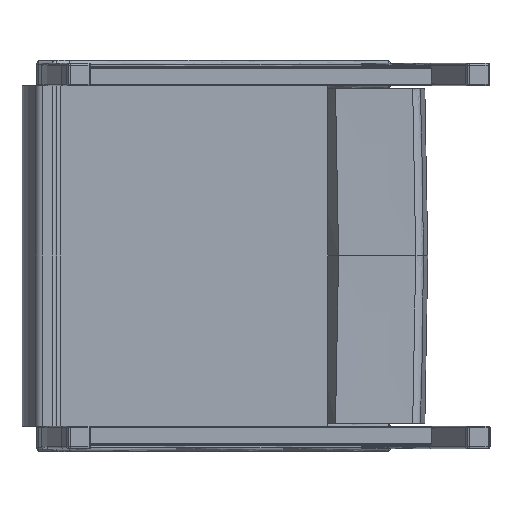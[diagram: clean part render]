
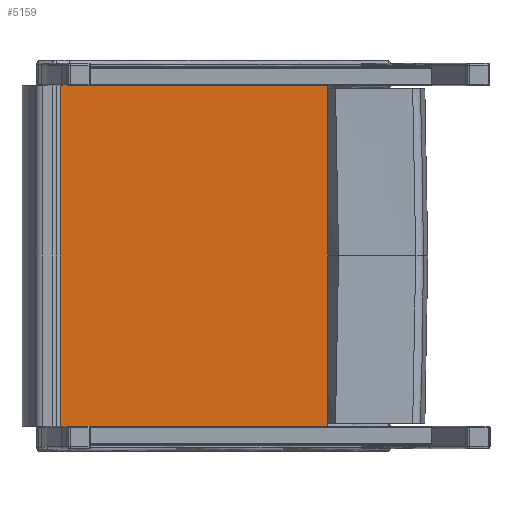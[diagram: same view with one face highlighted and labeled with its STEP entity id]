
A CAD part, front view. The second image highlights one B-rep face of the part: STEP entity #5159.
In plain terms, the highlighted planar face has unit normal (0, -1, 0).
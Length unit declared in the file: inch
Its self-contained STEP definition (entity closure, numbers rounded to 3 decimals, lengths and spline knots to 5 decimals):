
#280=LINE('',#8715,#634);
#284=LINE('',#8734,#638);
#288=LINE('',#8749,#642);
#289=LINE('',#8750,#643);
#634=VECTOR('',#5982,17.59422);
#638=VECTOR('',#6000,22.375);
#642=VECTOR('',#6018,17.59422);
#643=VECTOR('',#6019,22.375);
#988=PLANE('',#5448);
#1138=FACE_OUTER_BOUND('',#1445,.T.);
#1445=EDGE_LOOP('',(#3678,#3679,#3680,#3681));
#2209=VERTEX_POINT('',#8712);
#2210=VERTEX_POINT('',#8714);
#2218=VERTEX_POINT('',#8732);
#2222=VERTEX_POINT('',#8748);
#2755=EDGE_CURVE('',#2209,#2210,#280,.T.);
#2765=EDGE_CURVE('',#2209,#2218,#284,.T.);
#2772=EDGE_CURVE('',#2222,#2218,#288,.T.);
#2773=EDGE_CURVE('',#2210,#2222,#289,.T.);
#3678=ORIENTED_EDGE('',*,*,#2755,.F.);
#3679=ORIENTED_EDGE('',*,*,#2765,.T.);
#3680=ORIENTED_EDGE('',*,*,#2772,.F.);
#3681=ORIENTED_EDGE('',*,*,#2773,.F.);
#5159=ADVANCED_FACE('',(#1138),#988,.T.);
#5448=AXIS2_PLACEMENT_3D('',#8747,#6016,#6017);
#5982=DIRECTION('',(-1.,0.,0.));
#6000=DIRECTION('',(0.,0.,1.));
#6016=DIRECTION('center_axis',(0.,-1.,0.));
#6017=DIRECTION('ref_axis',(1.,0.,0.));
#6018=DIRECTION('',(1.,0.,0.));
#6019=DIRECTION('',(0.,0.,1.));
#8712=CARTESIAN_POINT('',(5.73372,-1.86655,0.));
#8714=CARTESIAN_POINT('',(-11.8605,-1.86655,0.));
#8715=CARTESIAN_POINT('',(5.73372,-1.86655,0.));
#8732=CARTESIAN_POINT('',(5.73372,-1.86655,22.375));
#8734=CARTESIAN_POINT('',(5.73372,-1.86655,0.));
#8747=CARTESIAN_POINT('Origin',(-11.8605,-1.86655,0.));
#8748=CARTESIAN_POINT('',(-11.8605,-1.86655,22.375));
#8749=CARTESIAN_POINT('',(4.31556,-1.86655,22.375));
#8750=CARTESIAN_POINT('',(-11.8605,-1.86655,0.));
